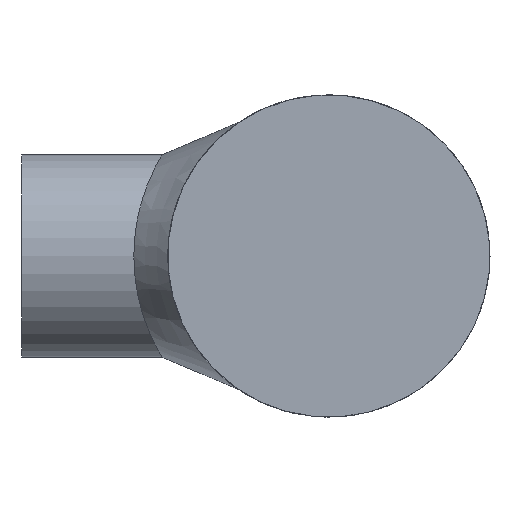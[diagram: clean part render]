
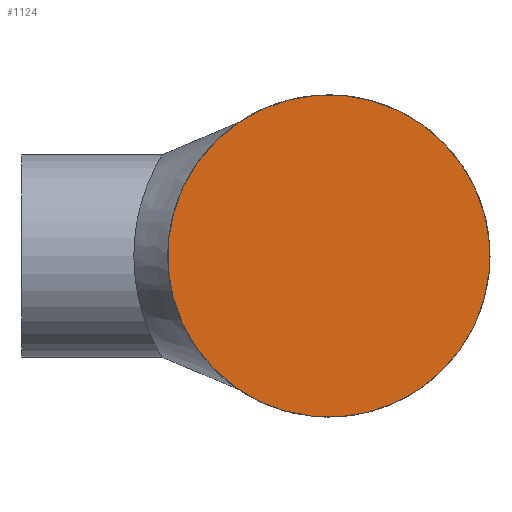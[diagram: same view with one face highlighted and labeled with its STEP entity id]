
A CAD part, left-side view. The second image highlights one B-rep face of the part: STEP entity #1124.
In plain terms, the highlighted planar face has unit normal (-1, 0, 0).
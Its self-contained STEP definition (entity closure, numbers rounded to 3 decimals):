
#91=PLANE('',#1348);
#252=FACE_OUTER_BOUND('',#335,.T.);
#335=EDGE_LOOP('',(#907));
#412=CIRCLE('',#1340,17.5);
#544=VERTEX_POINT('',#2968);
#670=EDGE_CURVE('',#544,#544,#412,.T.);
#907=ORIENTED_EDGE('',*,*,#670,.F.);
#1124=ADVANCED_FACE('',(#252),#91,.F.);
#1340=AXIS2_PLACEMENT_3D('',#2970,#1587,#1588);
#1348=AXIS2_PLACEMENT_3D('',#2983,#1605,#1606);
#1587=DIRECTION('center_axis',(1.,0.,0.));
#1588=DIRECTION('ref_axis',(0.,1.,0.));
#1605=DIRECTION('center_axis',(1.,0.,0.));
#1606=DIRECTION('ref_axis',(0.,0.,-1.));
#2968=CARTESIAN_POINT('',(0.,-17.5,0.));
#2970=CARTESIAN_POINT('Origin',(0.,0.,0.));
#2983=CARTESIAN_POINT('Origin',(0.,0.,0.));
